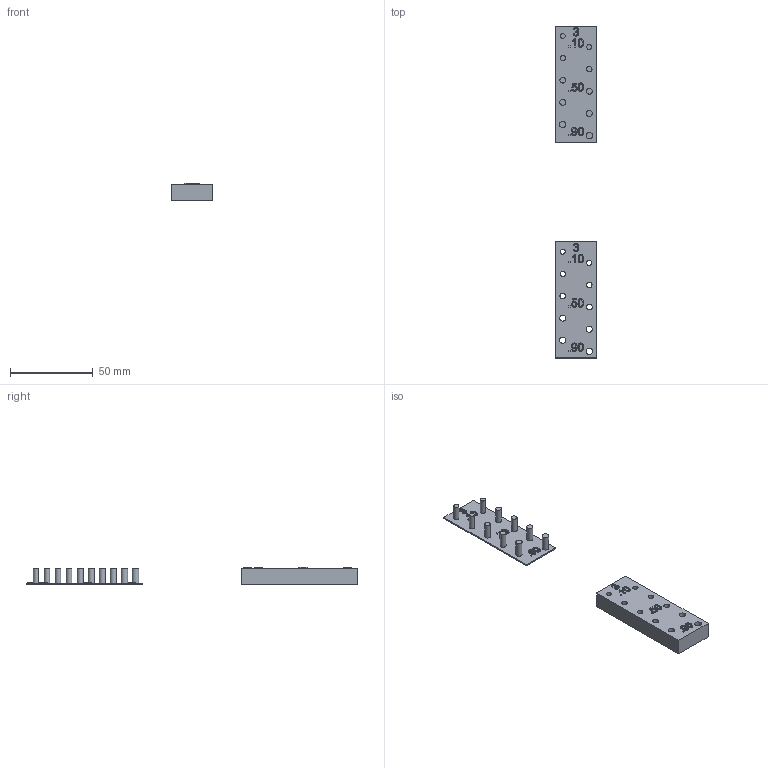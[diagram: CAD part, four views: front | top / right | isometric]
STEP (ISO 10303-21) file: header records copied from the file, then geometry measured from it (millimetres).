
FILE_DESCRIPTION(/* description */ ('','CAx-IF Rec.Pracs.---Representation and Presentation of Product Manufacturing Information (PMI)---4.0---2014-10-13'),/* implementation_level */ '2;1');
FILE_NAME(/* name */ '03 mm 3D Holes and Pins Kit v2.step',/* time_stamp */ '2025-03-16T20:45:00+01:00',/* author */ (''),/* organization */ (''),/* preprocessor_version */ 'ST-DEVELOPER v20',/* originating_system */ 'Autodesk Translation Framework v13.20.0.188',/* authorisation */ '');
FILE_SCHEMA (('AP242_MANAGED_MODEL_BASED_3D_ENGINEERING_MIM_LF { 1 0 10303 442 1 1 4 }'));
Length unit declared in the file: millimetre
Products named in the file (1): 03 mm 3D Holes and Pins Kit
Bounding box: 25 x 200 x 10.4 mm (x, y, z)
Volume: 18862.2 mm3; surface area: 11267.3 mm2
Topology: 22 solids, 22 shells, 408 faces, 1062 edges, 708 vertices
Faces by surface type: bspline 270, plane 118, cylinder 20
Full cylindrical faces by diameter (mm): 3 x2, 3.1 x2, 3.2 x2, 3.3 x2, 3.4 x2, 3.5 x2, 3.6 x2, 3.7 x2, 3.8 x2, 3.9 x2
Entity records: 16750 total; most frequent: CARTESIAN_POINT 8469, ORIENTED_EDGE 2124, EDGE_CURVE 1062, DIRECTION 840, VERTEX_POINT 708, B_SPLINE_CURVE_WITH_KNOTS 540, LINE 482, VECTOR 482
